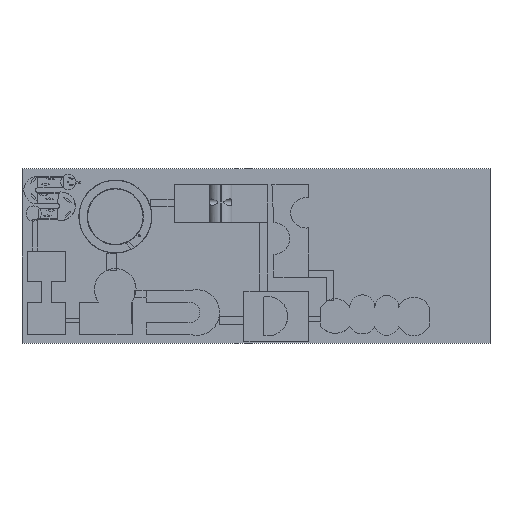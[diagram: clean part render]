
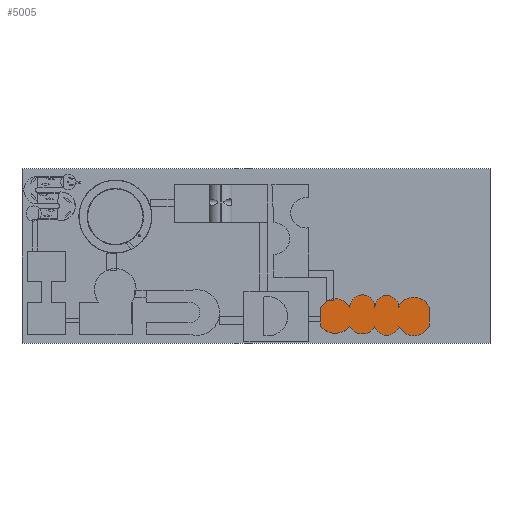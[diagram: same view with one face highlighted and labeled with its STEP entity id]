
A CAD part, top view. The second image highlights one B-rep face of the part: STEP entity #5005.
In plain terms, the highlighted planar face has unit normal (0, 0, 1).
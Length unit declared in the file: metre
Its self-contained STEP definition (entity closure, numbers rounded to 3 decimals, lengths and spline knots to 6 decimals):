
#139=CIRCLE('',#5901,0.178261);
#140=CIRCLE('',#5903,0.129976);
#141=CIRCLE('',#5905,0.136808);
#142=CIRCLE('',#5907,0.179585);
#143=CIRCLE('',#5910,0.199656);
#144=CIRCLE('',#5912,0.152479);
#145=CIRCLE('',#5914,0.134226);
#146=CIRCLE('',#5916,0.183013);
#1488=ORIENTED_EDGE('',*,*,#2193,.T.);
#1489=ORIENTED_EDGE('',*,*,#2196,.T.);
#1490=ORIENTED_EDGE('',*,*,#2198,.T.);
#1491=ORIENTED_EDGE('',*,*,#2200,.T.);
#1492=ORIENTED_EDGE('',*,*,#2202,.T.);
#1493=ORIENTED_EDGE('',*,*,#2204,.F.);
#1494=ORIENTED_EDGE('',*,*,#2206,.T.);
#1495=ORIENTED_EDGE('',*,*,#2208,.T.);
#1496=ORIENTED_EDGE('',*,*,#2210,.T.);
#1497=ORIENTED_EDGE('',*,*,#2211,.T.);
#2193=EDGE_CURVE('',#2687,#2686,#3229,.T.);
#2196=EDGE_CURVE('',#2686,#2688,#139,.T.);
#2198=EDGE_CURVE('',#2688,#2689,#140,.T.);
#2200=EDGE_CURVE('',#2689,#2690,#141,.T.);
#2202=EDGE_CURVE('',#2690,#2691,#142,.T.);
#2204=EDGE_CURVE('',#2692,#2691,#3236,.T.);
#2206=EDGE_CURVE('',#2692,#2693,#143,.T.);
#2208=EDGE_CURVE('',#2693,#2694,#144,.T.);
#2210=EDGE_CURVE('',#2694,#2695,#145,.T.);
#2211=EDGE_CURVE('',#2695,#2687,#146,.T.);
#2686=VERTEX_POINT('',#8916);
#2687=VERTEX_POINT('',#8918);
#2688=VERTEX_POINT('',#8922);
#2689=VERTEX_POINT('',#8926);
#2690=VERTEX_POINT('',#8930);
#2691=VERTEX_POINT('',#8934);
#2692=VERTEX_POINT('',#8938);
#2693=VERTEX_POINT('',#8942);
#2694=VERTEX_POINT('',#8946);
#2695=VERTEX_POINT('',#8950);
#3229=LINE('',#8917,#3783);
#3236=LINE('',#8939,#3790);
#3783=VECTOR('',#7303,1.);
#3790=VECTOR('',#7328,1.);
#4133=EDGE_LOOP('',(#1488,#1489,#1490,#1491,#1492,#1493,#1494,#1495,#1496,
#1497));
#4469=FACE_BOUND('',#4133,.T.);
#4712=PLANE('',#5917);
#5005=ADVANCED_FACE('',(#4469),#4712,.T.);
#5901=AXIS2_PLACEMENT_3D('',#8923,#7308,#7309);
#5903=AXIS2_PLACEMENT_3D('',#8927,#7313,#7314);
#5905=AXIS2_PLACEMENT_3D('',#8931,#7318,#7319);
#5907=AXIS2_PLACEMENT_3D('',#8935,#7323,#7324);
#5910=AXIS2_PLACEMENT_3D('',#8943,#7332,#7333);
#5912=AXIS2_PLACEMENT_3D('',#8947,#7337,#7338);
#5914=AXIS2_PLACEMENT_3D('',#8951,#7342,#7343);
#5916=AXIS2_PLACEMENT_3D('',#8953,#7346,#7347);
#5917=AXIS2_PLACEMENT_3D('',#8954,#7348,#7349);
#7303=DIRECTION('',(0.,1.,0.));
#7308=DIRECTION('',(0.,0.,1.));
#7309=DIRECTION('',(1.,0.,0.));
#7313=DIRECTION('',(0.,0.,1.));
#7314=DIRECTION('',(1.,0.,0.));
#7318=DIRECTION('',(0.,0.,1.));
#7319=DIRECTION('',(1.,0.,0.));
#7323=DIRECTION('',(0.,0.,1.));
#7324=DIRECTION('',(1.,0.,0.));
#7328=DIRECTION('',(0.,1.,0.));
#7332=DIRECTION('',(0.,0.,1.));
#7333=DIRECTION('',(1.,0.,0.));
#7337=DIRECTION('',(0.,0.,1.));
#7338=DIRECTION('',(1.,0.,0.));
#7342=DIRECTION('',(0.,0.,1.));
#7343=DIRECTION('',(1.,0.,0.));
#7346=DIRECTION('',(0.,0.,1.));
#7347=DIRECTION('',(1.,0.,0.));
#7348=DIRECTION('',(0.,0.,1.));
#7349=DIRECTION('',(1.,0.,0.));
#8916=CARTESIAN_POINT('',(4.122668,-1.19545,0.0508));
#8917=CARTESIAN_POINT('',(4.122668,-1.297771,0.0508));
#8918=CARTESIAN_POINT('',(4.122668,-1.400092,0.0508));
#8922=CARTESIAN_POINT('',(3.792117,-1.19545,0.0508));
#8923=CARTESIAN_POINT('',(3.957392,-1.26224,0.0508));
#8926=CARTESIAN_POINT('',(3.532164,-1.19545,0.0508));
#8927=CARTESIAN_POINT('',(3.66214,-1.19545,0.0508));
#8930=CARTESIAN_POINT('',(3.258548,-1.19545,0.0508));
#8931=CARTESIAN_POINT('',(3.395356,-1.19545,0.0508));
#8934=CARTESIAN_POINT('',(2.94166,-1.19545,0.0508));
#8935=CARTESIAN_POINT('',(3.100104,-1.279986,0.0508));
#8938=CARTESIAN_POINT('',(2.94166,-1.400092,0.0508));
#8939=CARTESIAN_POINT('',(2.94166,-1.297771,0.0508));
#8942=CARTESIAN_POINT('',(3.258548,-1.400092,0.0508));
#8943=CARTESIAN_POINT('',(3.100104,-1.278609,0.0508));
#8946=CARTESIAN_POINT('',(3.532164,-1.400092,0.0508));
#8947=CARTESIAN_POINT('',(3.395356,-1.332762,0.0508));
#8950=CARTESIAN_POINT('',(3.792117,-1.400092,0.0508));
#8951=CARTESIAN_POINT('',(3.66214,-1.366583,0.0508));
#8953=CARTESIAN_POINT('',(3.957392,-1.321492,0.0508));
#8954=CARTESIAN_POINT('',(2.2352,-0.635,0.0508));
